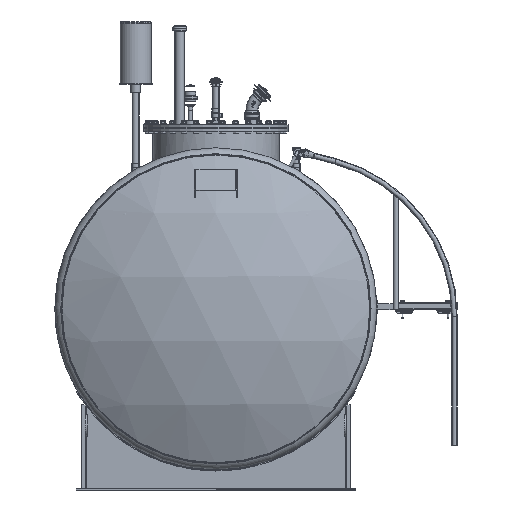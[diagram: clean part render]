
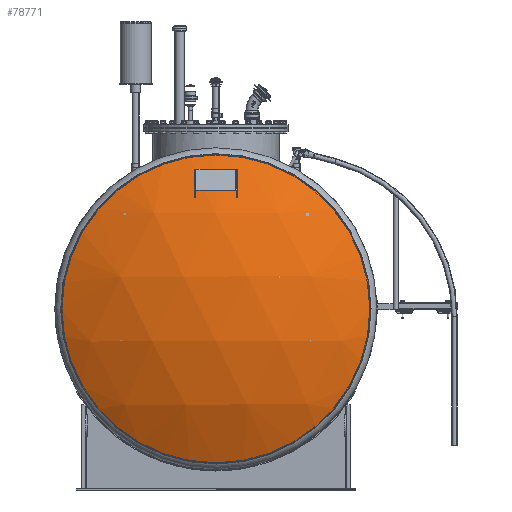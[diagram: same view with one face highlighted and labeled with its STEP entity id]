
A CAD part, front view. The second image highlights one B-rep face of the part: STEP entity #78771.
In plain terms, the highlighted spherical face has radius 1609 mm.
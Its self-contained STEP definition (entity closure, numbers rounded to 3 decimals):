
#1258=SPHERICAL_SURFACE('',#84207,1609.);
#6913=FACE_OUTER_BOUND('',#11519,.T.);
#11519=EDGE_LOOP('',(#52824));
#29021=CIRCLE('',#84205,773.649);
#32486=VERTEX_POINT('',#117981);
#40221=EDGE_CURVE('',#32486,#32486,#29021,.T.);
#52824=ORIENTED_EDGE('',*,*,#40221,.T.);
#78771=ADVANCED_FACE('',(#6913),#1258,.T.);
#84205=AXIS2_PLACEMENT_3D('',#117982,#93221,#93222);
#84207=AXIS2_PLACEMENT_3D('',#117984,#93225,#93226);
#93221=DIRECTION('center_axis',(0.,-1.,0.));
#93222=DIRECTION('ref_axis',(-1.,0.,-0.003));
#93225=DIRECTION('center_axis',(0.003,0.,
-1.));
#93226=DIRECTION('ref_axis',(-1.,0.,-0.003));
#117981=CARTESIAN_POINT('',(2.075,-1670.069,129.353));
#117982=CARTESIAN_POINT('Origin',(0.,-1670.069,
903.));
#117984=CARTESIAN_POINT('Origin',(0.,-259.273,
903.));
